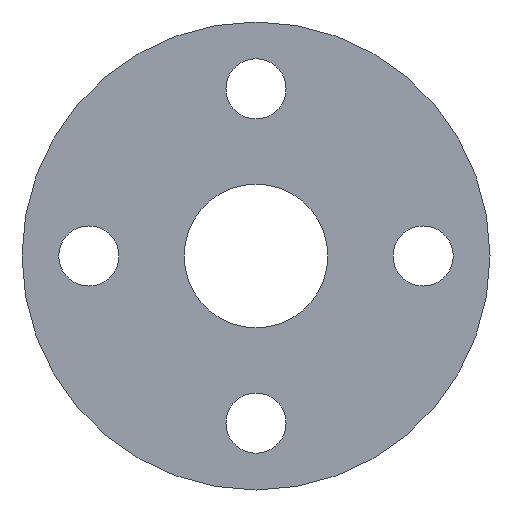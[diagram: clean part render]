
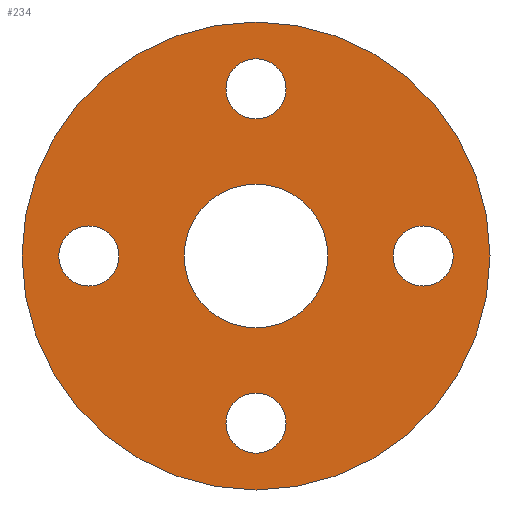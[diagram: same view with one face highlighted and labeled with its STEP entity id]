
A CAD part, front view. The second image highlights one B-rep face of the part: STEP entity #234.
In plain terms, the highlighted planar face has unit normal (0, -1, 0).
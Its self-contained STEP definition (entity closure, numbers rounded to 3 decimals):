
#2 = DIRECTION ( 'NONE',  ( 0., -1., 0. ) ) ;
#5 = DIRECTION ( 'NONE',  ( -1., 0., 0. ) ) ;
#9 = EDGE_CURVE ( 'NONE', #176, #425, #170, .T. ) ;
#21 = FACE_BOUND ( 'NONE', #447, .T. ) ;
#29 = CARTESIAN_POINT ( 'NONE',  ( 0., 0., -50. ) ) ;
#34 = CARTESIAN_POINT ( 'NONE',  ( 50., 0., 0. ) ) ;
#36 = DIRECTION ( 'NONE',  ( 0., 1., 0. ) ) ;
#38 = DIRECTION ( 'NONE',  ( 0., 0., 1. ) ) ;
#40 = EDGE_CURVE ( 'NONE', #479, #445, #293, .T. ) ;
#41 = CARTESIAN_POINT ( 'NONE',  ( 0., 0., -21.5 ) ) ;
#47 = CIRCLE ( 'NONE', #204, 9. ) ;
#55 = CARTESIAN_POINT ( 'NONE',  ( 0., 0., 70. ) ) ;
#63 = EDGE_CURVE ( 'NONE', #590, #393, #111, .T. ) ;
#76 = CARTESIAN_POINT ( 'NONE',  ( 0., 0., -59. ) ) ;
#79 = CIRCLE ( 'NONE', #459, 9. ) ;
#80 = FACE_BOUND ( 'NONE', #173, .T. ) ;
#87 = ORIENTED_EDGE ( 'NONE', *, *, #197, .F. ) ;
#91 = EDGE_LOOP ( 'NONE', ( #586, #489 ) ) ;
#94 = EDGE_CURVE ( 'NONE', #445, #479, #526, .T. ) ;
#96 = EDGE_LOOP ( 'NONE', ( #579, #436 ) ) ;
#107 = DIRECTION ( 'NONE',  ( 0., 1., 0. ) ) ;
#111 = CIRCLE ( 'NONE', #528, 70. ) ;
#116 = FACE_BOUND ( 'NONE', #207, .T. ) ;
#121 = AXIS2_PLACEMENT_3D ( 'NONE', #34, #315, #365 ) ;
#125 = DIRECTION ( 'NONE',  ( 0., -1., 0. ) ) ;
#126 = DIRECTION ( 'NONE',  ( 0., -1., 0. ) ) ;
#134 = CARTESIAN_POINT ( 'NONE',  ( 0., 0., -50. ) ) ;
#136 = DIRECTION ( 'NONE',  ( -1., 0., 0. ) ) ;
#138 = EDGE_CURVE ( 'NONE', #182, #310, #476, .T. ) ;
#146 = CARTESIAN_POINT ( 'NONE',  ( 0., 0., 41. ) ) ;
#147 = CARTESIAN_POINT ( 'NONE',  ( 0., 0., 0. ) ) ;
#155 = CARTESIAN_POINT ( 'NONE',  ( 0., 0., 0. ) ) ;
#162 = FACE_OUTER_BOUND ( 'NONE', #91, .T. ) ;
#163 = ORIENTED_EDGE ( 'NONE', *, *, #138, .F. ) ;
#170 = CIRCLE ( 'NONE', #255, 9. ) ;
#173 = EDGE_LOOP ( 'NONE', ( #163, #368 ) ) ;
#176 = VERTEX_POINT ( 'NONE', #352 ) ;
#177 = ORIENTED_EDGE ( 'NONE', *, *, #516, .F. ) ;
#182 = VERTEX_POINT ( 'NONE', #251 ) ;
#183 = CARTESIAN_POINT ( 'NONE',  ( -50., 0., 0. ) ) ;
#184 = VERTEX_POINT ( 'NONE', #76 ) ;
#197 = EDGE_CURVE ( 'NONE', #313, #184, #244, .T. ) ;
#204 = AXIS2_PLACEMENT_3D ( 'NONE', #367, #126, #38 ) ;
#207 = EDGE_LOOP ( 'NONE', ( #413, #177 ) ) ;
#209 = CARTESIAN_POINT ( 'NONE',  ( 50., 0., 0. ) ) ;
#212 = DIRECTION ( 'NONE',  ( 0., 0., 1. ) ) ;
#215 = CARTESIAN_POINT ( 'NONE',  ( 0., 0., 59. ) ) ;
#220 = CARTESIAN_POINT ( 'NONE',  ( 0., 0., -41. ) ) ;
#234 = ADVANCED_FACE ( 'NONE', ( #342, #116, #80, #21, #306, #162 ), #298, .T. ) ;
#237 = CARTESIAN_POINT ( 'NONE',  ( 0., 0., 0. ) ) ;
#240 = CARTESIAN_POINT ( 'NONE',  ( 0., 0., 21.5 ) ) ;
#244 = CIRCLE ( 'NONE', #487, 9. ) ;
#251 = CARTESIAN_POINT ( 'NONE',  ( 59., 0., 0. ) ) ;
#253 = DIRECTION ( 'NONE',  ( 0., 0., -1. ) ) ;
#255 = AXIS2_PLACEMENT_3D ( 'NONE', #263, #125, #5 ) ;
#260 = DIRECTION ( 'NONE',  ( 0., -1., 0. ) ) ;
#261 = ORIENTED_EDGE ( 'NONE', *, *, #451, .F. ) ;
#263 = CARTESIAN_POINT ( 'NONE',  ( -50., 0., 0. ) ) ;
#264 = AXIS2_PLACEMENT_3D ( 'NONE', #237, #522, #374 ) ;
#266 = CARTESIAN_POINT ( 'NONE',  ( 41., 0., 0. ) ) ;
#268 = DIRECTION ( 'NONE',  ( 0., -1., 0. ) ) ;
#280 = DIRECTION ( 'NONE',  ( 0., 0., 1. ) ) ;
#283 = CIRCLE ( 'NONE', #121, 9. ) ;
#293 = CIRCLE ( 'NONE', #497, 21.5 ) ;
#298 = PLANE ( 'NONE',  #429 ) ;
#302 = DIRECTION ( 'NONE',  ( 1., 0., 0. ) ) ;
#306 = FACE_BOUND ( 'NONE', #96, .T. ) ;
#310 = VERTEX_POINT ( 'NONE', #266 ) ;
#313 = VERTEX_POINT ( 'NONE', #220 ) ;
#314 = AXIS2_PLACEMENT_3D ( 'NONE', #332, #2, #563 ) ;
#315 = DIRECTION ( 'NONE',  ( 0., -1., 0. ) ) ;
#317 = CARTESIAN_POINT ( 'NONE',  ( -41., 0., 0. ) ) ;
#332 = CARTESIAN_POINT ( 'NONE',  ( 0., 0., 50. ) ) ;
#335 = AXIS2_PLACEMENT_3D ( 'NONE', #404, #36, #212 ) ;
#337 = EDGE_CURVE ( 'NONE', #417, #502, #47, .T. ) ;
#342 = FACE_BOUND ( 'NONE', #540, .T. ) ;
#352 = CARTESIAN_POINT ( 'NONE',  ( -59., 0., 0. ) ) ;
#362 = ORIENTED_EDGE ( 'NONE', *, *, #9, .F. ) ;
#365 = DIRECTION ( 'NONE',  ( 1., 0., 0. ) ) ;
#367 = CARTESIAN_POINT ( 'NONE',  ( 0., 0., 50. ) ) ;
#368 = ORIENTED_EDGE ( 'NONE', *, *, #376, .F. ) ;
#374 = DIRECTION ( 'NONE',  ( 0., 0., 1. ) ) ;
#376 = EDGE_CURVE ( 'NONE', #310, #182, #283, .T. ) ;
#383 = EDGE_CURVE ( 'NONE', #393, #590, #594, .T. ) ;
#385 = DIRECTION ( 'NONE',  ( 0., 0., -1. ) ) ;
#393 = VERTEX_POINT ( 'NONE', #501 ) ;
#395 = DIRECTION ( 'NONE',  ( 0., -1., 0. ) ) ;
#398 = EDGE_CURVE ( 'NONE', #425, #176, #499, .T. ) ;
#404 = CARTESIAN_POINT ( 'NONE',  ( 0., 0., 0. ) ) ;
#408 = DIRECTION ( 'NONE',  ( 0., -1., 0. ) ) ;
#410 = AXIS2_PLACEMENT_3D ( 'NONE', #209, #395, #302 ) ;
#413 = ORIENTED_EDGE ( 'NONE', *, *, #337, .F. ) ;
#417 = VERTEX_POINT ( 'NONE', #215 ) ;
#425 = VERTEX_POINT ( 'NONE', #317 ) ;
#426 = DIRECTION ( 'NONE',  ( 0., 0., 1. ) ) ;
#429 = AXIS2_PLACEMENT_3D ( 'NONE', #578, #484, #385 ) ;
#436 = ORIENTED_EDGE ( 'NONE', *, *, #94, .T. ) ;
#445 = VERTEX_POINT ( 'NONE', #41 ) ;
#447 = EDGE_LOOP ( 'NONE', ( #261, #87 ) ) ;
#451 = EDGE_CURVE ( 'NONE', #184, #313, #79, .T. ) ;
#453 = ORIENTED_EDGE ( 'NONE', *, *, #398, .F. ) ;
#459 = AXIS2_PLACEMENT_3D ( 'NONE', #134, #408, #548 ) ;
#468 = DIRECTION ( 'NONE',  ( 0., 1., 0. ) ) ;
#471 = AXIS2_PLACEMENT_3D ( 'NONE', #183, #268, #136 ) ;
#476 = CIRCLE ( 'NONE', #410, 9. ) ;
#479 = VERTEX_POINT ( 'NONE', #240 ) ;
#484 = DIRECTION ( 'NONE',  ( 0., -1., 0. ) ) ;
#487 = AXIS2_PLACEMENT_3D ( 'NONE', #29, #260, #253 ) ;
#488 = CIRCLE ( 'NONE', #314, 9. ) ;
#489 = ORIENTED_EDGE ( 'NONE', *, *, #383, .F. ) ;
#497 = AXIS2_PLACEMENT_3D ( 'NONE', #147, #107, #280 ) ;
#499 = CIRCLE ( 'NONE', #471, 9. ) ;
#501 = CARTESIAN_POINT ( 'NONE',  ( 0., 0., -70. ) ) ;
#502 = VERTEX_POINT ( 'NONE', #146 ) ;
#516 = EDGE_CURVE ( 'NONE', #502, #417, #488, .T. ) ;
#522 = DIRECTION ( 'NONE',  ( 0., 1., 0. ) ) ;
#526 = CIRCLE ( 'NONE', #264, 21.5 ) ;
#528 = AXIS2_PLACEMENT_3D ( 'NONE', #155, #468, #426 ) ;
#540 = EDGE_LOOP ( 'NONE', ( #362, #453 ) ) ;
#548 = DIRECTION ( 'NONE',  ( 0., 0., -1. ) ) ;
#563 = DIRECTION ( 'NONE',  ( 0., 0., 1. ) ) ;
#578 = CARTESIAN_POINT ( 'NONE',  ( -70., 0., 0. ) ) ;
#579 = ORIENTED_EDGE ( 'NONE', *, *, #40, .T. ) ;
#586 = ORIENTED_EDGE ( 'NONE', *, *, #63, .F. ) ;
#590 = VERTEX_POINT ( 'NONE', #55 ) ;
#594 = CIRCLE ( 'NONE', #335, 70. ) ;
